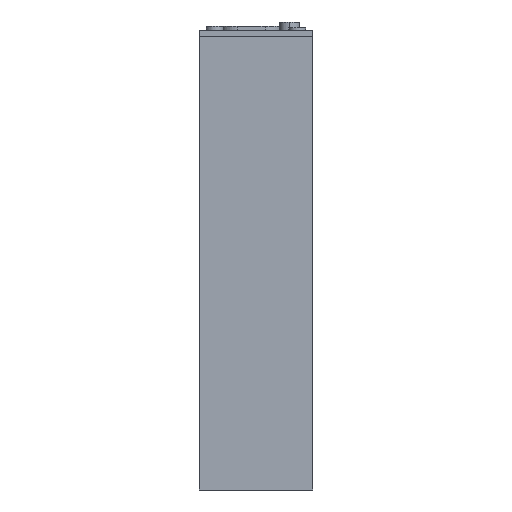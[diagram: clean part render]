
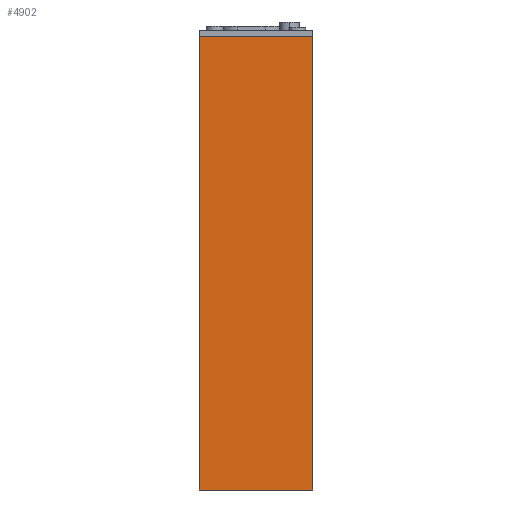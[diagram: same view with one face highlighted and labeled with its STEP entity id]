
A CAD part, left-side view. The second image highlights one B-rep face of the part: STEP entity #4902.
In plain terms, the highlighted planar face has unit normal (-1, 0, 0).
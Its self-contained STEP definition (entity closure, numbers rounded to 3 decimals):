
#897 = VERTEX_POINT ( 'NONE', #5154 ) ;
#949 = LINE ( 'NONE', #1981, #3834 ) ;
#1007 = ORIENTED_EDGE ( 'NONE', *, *, #4222, .T. ) ;
#1025 = CARTESIAN_POINT ( 'NONE',  ( 0., 43.6, 0. ) ) ;
#1241 = DIRECTION ( 'NONE',  ( 0., 0., -1. ) ) ;
#1311 = VERTEX_POINT ( 'NONE', #1025 ) ;
#1410 = CARTESIAN_POINT ( 'NONE',  ( 0., 0., 177. ) ) ;
#1680 = AXIS2_PLACEMENT_3D ( 'NONE', #5090, #4107, #1693 ) ;
#1693 = DIRECTION ( 'NONE',  ( 0., 0., -1. ) ) ;
#1703 = EDGE_LOOP ( 'NONE', ( #4638, #1007, #6115, #2430 ) ) ;
#1709 = EDGE_CURVE ( 'NONE', #4181, #1311, #3692, .T. ) ;
#1796 = EDGE_CURVE ( 'NONE', #1311, #3532, #949, .T. ) ;
#1873 = VECTOR ( 'NONE', #3865, 1000. ) ;
#1966 = LINE ( 'NONE', #2910, #3118 ) ;
#1981 = CARTESIAN_POINT ( 'NONE',  ( 0., 0., 0. ) ) ;
#2430 = ORIENTED_EDGE ( 'NONE', *, *, #1796, .T. ) ;
#2745 = CARTESIAN_POINT ( 'NONE',  ( 0., 0., 0. ) ) ;
#2910 = CARTESIAN_POINT ( 'NONE',  ( 0., 43.6, 174.5 ) ) ;
#2950 = DIRECTION ( 'NONE',  ( 0., -1., 0. ) ) ;
#3118 = VECTOR ( 'NONE', #5396, 1000. ) ;
#3317 = VECTOR ( 'NONE', #1241, 1000. ) ;
#3456 = CARTESIAN_POINT ( 'NONE',  ( 0., 43.6, 174.5 ) ) ;
#3532 = VERTEX_POINT ( 'NONE', #2745 ) ;
#3692 = LINE ( 'NONE', #5663, #3317 ) ;
#3834 = VECTOR ( 'NONE', #2950, 1000. ) ;
#3865 = DIRECTION ( 'NONE',  ( 0., 0., -1. ) ) ;
#4011 = PLANE ( 'NONE',  #1680 ) ;
#4107 = DIRECTION ( 'NONE',  ( 1., 0., 0. ) ) ;
#4181 = VERTEX_POINT ( 'NONE', #3456 ) ;
#4222 = EDGE_CURVE ( 'NONE', #897, #4181, #1966, .T. ) ;
#4570 = EDGE_CURVE ( 'NONE', #897, #3532, #5389, .T. ) ;
#4638 = ORIENTED_EDGE ( 'NONE', *, *, #4570, .F. ) ;
#4902 = ADVANCED_FACE ( 'NONE', ( #5988 ), #4011, .F. ) ;
#5090 = CARTESIAN_POINT ( 'NONE',  ( 0., 0., 177. ) ) ;
#5154 = CARTESIAN_POINT ( 'NONE',  ( 0., 0., 174.5 ) ) ;
#5389 = LINE ( 'NONE', #1410, #1873 ) ;
#5396 = DIRECTION ( 'NONE',  ( 0., 1., 0. ) ) ;
#5663 = CARTESIAN_POINT ( 'NONE',  ( 0., 43.6, 177. ) ) ;
#5988 = FACE_OUTER_BOUND ( 'NONE', #1703, .T. ) ;
#6115 = ORIENTED_EDGE ( 'NONE', *, *, #1709, .T. ) ;
